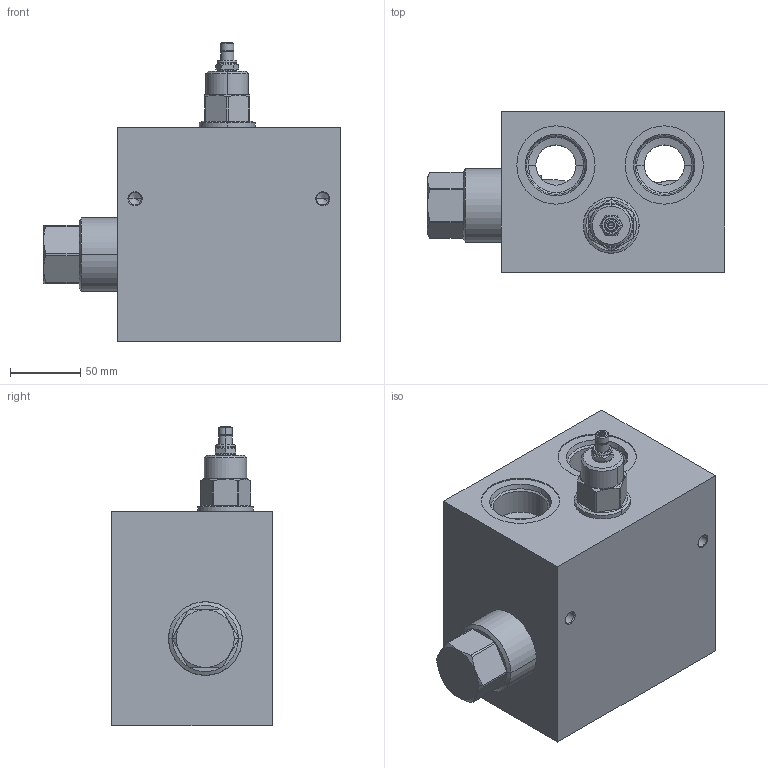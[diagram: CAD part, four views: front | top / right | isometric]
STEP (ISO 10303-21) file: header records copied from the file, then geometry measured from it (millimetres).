
FILE_DESCRIPTION((''),'2;1');
FILE_NAME('XRJCLANAM_ASM','2019-08-22T',('ProEService'),(''),'PRO/ENGINEER BY PARAMETRIC TECHNOLOGY CORPORATION, 2014200','PRO/ENGINEER BY PARAMETRIC TECHNOLOGY CORPORATION, 2014200','');
FILE_SCHEMA(('CONFIG_CONTROL_DESIGN'));
Length unit declared in the file: inch
Products named in the file (4): 152-738-001; RPICLAN; DSIHXHN; XRJCLANAM_ASM
Assembly tree (3 placements, depth 2):
  XRJCLANAM_ASM
    152-738-001
    RPICLAN
    DSIHXHN
Bounding box: 211.18 x 114.3 x 212.72 mm (x, y, z)
Volume: 2480217.3 mm3; surface area: 249834 mm2
Topology: 8 solids, 22 shells, 933 faces, 2784 edges, 1946 vertices
Faces by surface type: cylinder 428, plane 173, cone 164, torus 146, revolution 22
Entity records: 35495 total; most frequent: CARTESIAN_POINT 10360, DIRECTION 5392, ORIENTED_EDGE 4912, EDGE_CURVE 2456, AXIS2_PLACEMENT_3D 2162, VERTEX_POINT 1521, CIRCLE 1235, EDGE_LOOP 1071
